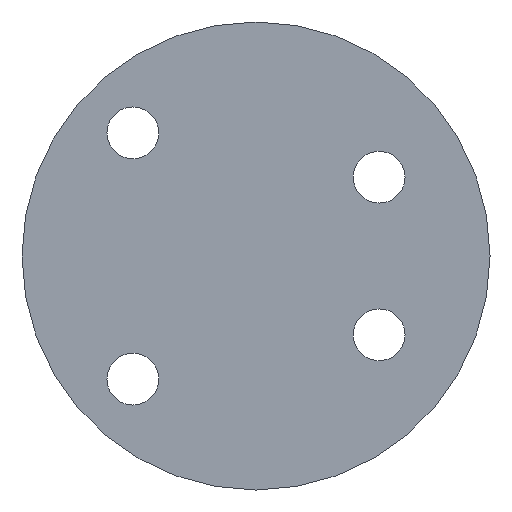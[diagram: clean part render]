
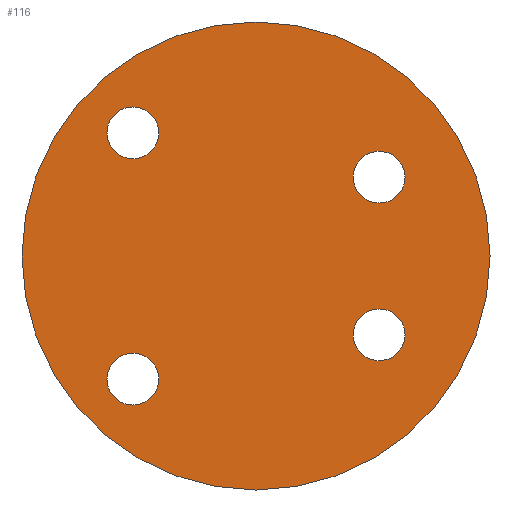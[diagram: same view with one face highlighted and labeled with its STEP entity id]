
A CAD part, front view. The second image highlights one B-rep face of the part: STEP entity #116.
In plain terms, the highlighted planar face has unit normal (0, -1, 0).
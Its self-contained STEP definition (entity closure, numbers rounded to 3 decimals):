
#15=PLANE('',#139);
#21=FACE_BOUND('',#46,.T.);
#22=FACE_BOUND('',#47,.T.);
#23=FACE_BOUND('',#48,.T.);
#24=FACE_BOUND('',#49,.T.);
#34=FACE_OUTER_BOUND('',#45,.T.);
#45=EDGE_LOOP('',(#95));
#46=EDGE_LOOP('',(#96));
#47=EDGE_LOOP('',(#97));
#48=EDGE_LOOP('',(#98));
#49=EDGE_LOOP('',(#99));
#57=CIRCLE('',#128,5.25);
#59=CIRCLE('',#131,5.25);
#61=CIRCLE('',#134,5.25);
#63=CIRCLE('',#137,5.25);
#65=CIRCLE('',#140,47.5);
#67=VERTEX_POINT('',#182);
#69=VERTEX_POINT('',#187);
#71=VERTEX_POINT('',#192);
#73=VERTEX_POINT('',#197);
#75=VERTEX_POINT('',#202);
#77=EDGE_CURVE('',#67,#67,#57,.T.);
#79=EDGE_CURVE('',#69,#69,#59,.T.);
#81=EDGE_CURVE('',#71,#71,#61,.T.);
#83=EDGE_CURVE('',#73,#73,#63,.T.);
#85=EDGE_CURVE('',#75,#75,#65,.T.);
#95=ORIENTED_EDGE('',*,*,#85,.T.);
#96=ORIENTED_EDGE('',*,*,#77,.T.);
#97=ORIENTED_EDGE('',*,*,#79,.T.);
#98=ORIENTED_EDGE('',*,*,#81,.T.);
#99=ORIENTED_EDGE('',*,*,#83,.T.);
#116=ADVANCED_FACE('',(#34,#21,#22,#23,#24),#15,.F.);
#128=AXIS2_PLACEMENT_3D('',#183,#148,#149);
#131=AXIS2_PLACEMENT_3D('',#188,#154,#155);
#134=AXIS2_PLACEMENT_3D('',#193,#160,#161);
#137=AXIS2_PLACEMENT_3D('',#198,#166,#167);
#139=AXIS2_PLACEMENT_3D('',#201,#170,#171);
#140=AXIS2_PLACEMENT_3D('',#203,#172,#173);
#148=DIRECTION('center_axis',(0.,1.,0.));
#149=DIRECTION('ref_axis',(1.,0.,0.));
#154=DIRECTION('center_axis',(0.,1.,0.));
#155=DIRECTION('ref_axis',(1.,0.,0.));
#160=DIRECTION('center_axis',(0.,1.,0.));
#161=DIRECTION('ref_axis',(1.,0.,0.));
#166=DIRECTION('center_axis',(0.,1.,0.));
#167=DIRECTION('ref_axis',(1.,0.,0.));
#170=DIRECTION('center_axis',(0.,1.,0.));
#171=DIRECTION('ref_axis',(0.,0.,1.));
#172=DIRECTION('center_axis',(0.,-1.,0.));
#173=DIRECTION('ref_axis',(1.,0.,0.));
#182=CARTESIAN_POINT('',(19.75,-15.,16.));
#183=CARTESIAN_POINT('Origin',(25.,-15.,16.));
#187=CARTESIAN_POINT('',(19.75,-15.,-16.));
#188=CARTESIAN_POINT('Origin',(25.,-15.,-16.));
#192=CARTESIAN_POINT('',(-30.25,-15.,-25.));
#193=CARTESIAN_POINT('Origin',(-25.,-15.,-25.));
#197=CARTESIAN_POINT('',(-30.25,-15.,25.));
#198=CARTESIAN_POINT('Origin',(-25.,-15.,25.));
#201=CARTESIAN_POINT('Origin',(0.,-15.,0.));
#202=CARTESIAN_POINT('',(-47.5,-15.,0.));
#203=CARTESIAN_POINT('Origin',(0.,-15.,0.));
